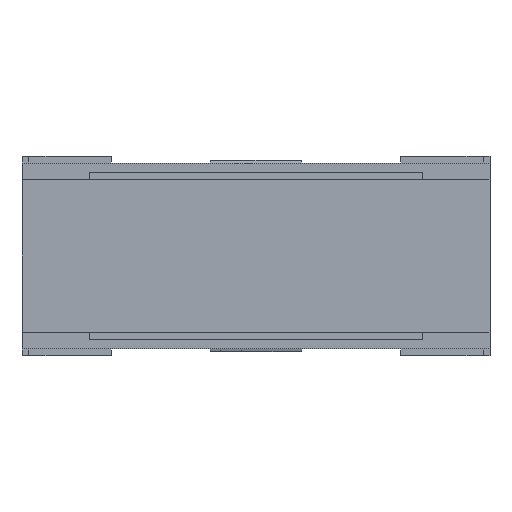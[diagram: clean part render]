
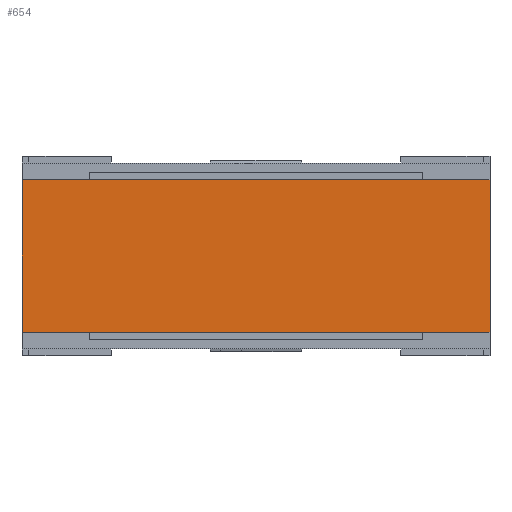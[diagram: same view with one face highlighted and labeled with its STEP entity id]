
A CAD part, front view. The second image highlights one B-rep face of the part: STEP entity #654.
In plain terms, the highlighted planar face has unit normal (0, -1, 0).
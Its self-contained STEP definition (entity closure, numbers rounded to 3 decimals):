
#654=ADVANCED_FACE('',(#2154),#2156,.T.);
#2154=FACE_BOUND('',#2155,.T.);
#2155=EDGE_LOOP('',(#3317,#3318,#3319,#3320));
#2156=PLANE('',#2157);
#2157=AXIS2_PLACEMENT_3D('',#2158,#2159,#2160);
#2158=CARTESIAN_POINT('',(-1.7,-0.9,0.17));
#2159=DIRECTION('',(0.,-1.,0.));
#2160=DIRECTION('',(1.,0.,0.));
#3317=ORIENTED_EDGE('',*,*,#4137,.T.);
#3318=ORIENTED_EDGE('',*,*,#4138,.T.);
#3319=ORIENTED_EDGE('',*,*,#4139,.F.);
#3320=ORIENTED_EDGE('',*,*,#4135,.F.);
#4135=EDGE_CURVE('',#4728,#4730,#4731,.T.);
#4137=EDGE_CURVE('',#4728,#4733,#4734,.T.);
#4138=EDGE_CURVE('',#4733,#4735,#4736,.T.);
#4139=EDGE_CURVE('',#4730,#4735,#4737,.T.);
#4728=VERTEX_POINT('',#5884);
#4730=VERTEX_POINT('',#5888);
#4731=LINE('',#5889,#5890);
#4733=VERTEX_POINT('',#5895);
#4734=LINE('',#5896,#5897);
#4735=VERTEX_POINT('',#5899);
#4736=LINE('',#5900,#5901);
#4737=LINE('',#5903,#5904);
#5884=CARTESIAN_POINT('',(-1.7,-0.9,0.17));
#5888=CARTESIAN_POINT('',(-1.7,-0.9,1.28));
#5889=CARTESIAN_POINT('',(-1.7,-0.9,0.17));
#5890=VECTOR('',#5891,1.);
#5891=DIRECTION('',(0.,0.,1.));
#5895=CARTESIAN_POINT('',(1.7,-0.9,0.17));
#5896=CARTESIAN_POINT('',(-1.7,-0.9,0.17));
#5897=VECTOR('',#5898,1.);
#5898=DIRECTION('',(1.,0.,0.));
#5899=CARTESIAN_POINT('',(1.7,-0.9,1.28));
#5900=CARTESIAN_POINT('',(1.7,-0.9,0.17));
#5901=VECTOR('',#5902,1.);
#5902=DIRECTION('',(0.,0.,1.));
#5903=CARTESIAN_POINT('',(-1.7,-0.9,1.28));
#5904=VECTOR('',#5905,1.);
#5905=DIRECTION('',(1.,0.,0.));
